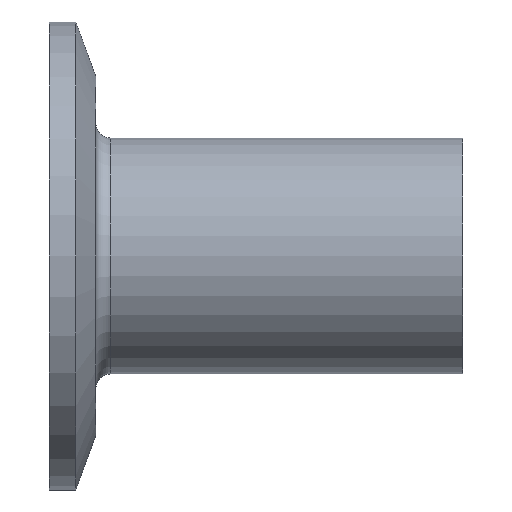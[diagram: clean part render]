
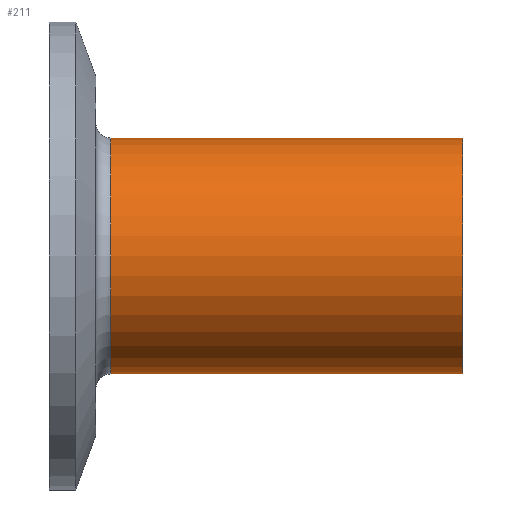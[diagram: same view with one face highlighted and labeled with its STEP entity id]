
A CAD part, left-side view. The second image highlights one B-rep face of the part: STEP entity #211.
In plain terms, the highlighted cylindrical face has radius 12.7 mm (diameter 25.4 mm), a partial arc.
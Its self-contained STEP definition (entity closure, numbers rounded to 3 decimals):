
#13 = CARTESIAN_POINT ( 'NONE',  ( 0., -39.5, -12.7 ) ) ;
#25 = DIRECTION ( 'NONE',  ( 0., 0., 1. ) ) ;
#29 = FACE_OUTER_BOUND ( 'NONE', #238, .T. ) ;
#44 = DIRECTION ( 'NONE',  ( 0., 1., 0. ) ) ;
#66 = EDGE_CURVE ( 'NONE', #674, #202, #203, .T. ) ;
#78 = ORIENTED_EDGE ( 'NONE', *, *, #109, .T. ) ;
#90 = VECTOR ( 'NONE', #470, 1000. ) ;
#93 = CARTESIAN_POINT ( 'NONE',  ( 0., -39.5, -12.7 ) ) ;
#96 = DIRECTION ( 'NONE',  ( 0., 0., 1. ) ) ;
#109 = EDGE_CURVE ( 'NONE', #305, #685, #717, .T. ) ;
#127 = CYLINDRICAL_SURFACE ( 'NONE', #535, 12.7 ) ;
#147 = ORIENTED_EDGE ( 'NONE', *, *, #66, .T. ) ;
#162 = EDGE_CURVE ( 'NONE', #305, #202, #237, .T. ) ;
#202 = VERTEX_POINT ( 'NONE', #479 ) ;
#203 = CIRCLE ( 'NONE', #312, 12.7 ) ;
#211 = ADVANCED_FACE ( 'NONE', ( #29 ), #127, .T. ) ;
#229 = EDGE_CURVE ( 'NONE', #685, #674, #283, .T. ) ;
#237 = LINE ( 'NONE', #93, #90 ) ;
#238 = EDGE_LOOP ( 'NONE', ( #665, #78, #634, #147 ) ) ;
#276 = DIRECTION ( 'NONE',  ( 0., 0., 1. ) ) ;
#283 = LINE ( 'NONE', #488, #308 ) ;
#305 = VERTEX_POINT ( 'NONE', #13 ) ;
#308 = VECTOR ( 'NONE', #557, 1000. ) ;
#312 = AXIS2_PLACEMENT_3D ( 'NONE', #354, #584, #25 ) ;
#354 = CARTESIAN_POINT ( 'NONE',  ( 0., -1.6, 0. ) ) ;
#377 = DIRECTION ( 'NONE',  ( 0., 1., 0. ) ) ;
#381 = AXIS2_PLACEMENT_3D ( 'NONE', #427, #44, #96 ) ;
#407 = CARTESIAN_POINT ( 'NONE',  ( 0., -39.5, 12.7 ) ) ;
#427 = CARTESIAN_POINT ( 'NONE',  ( 0., -39.5, 0. ) ) ;
#470 = DIRECTION ( 'NONE',  ( 0., 1., 0. ) ) ;
#479 = CARTESIAN_POINT ( 'NONE',  ( 0., -1.6, -12.7 ) ) ;
#488 = CARTESIAN_POINT ( 'NONE',  ( 0., -39.5, 12.7 ) ) ;
#535 = AXIS2_PLACEMENT_3D ( 'NONE', #551, #377, #276 ) ;
#551 = CARTESIAN_POINT ( 'NONE',  ( 0., -39.5, 0. ) ) ;
#557 = DIRECTION ( 'NONE',  ( 0., 1., 0. ) ) ;
#584 = DIRECTION ( 'NONE',  ( 0., -1., 0. ) ) ;
#634 = ORIENTED_EDGE ( 'NONE', *, *, #229, .T. ) ;
#665 = ORIENTED_EDGE ( 'NONE', *, *, #162, .F. ) ;
#674 = VERTEX_POINT ( 'NONE', #701 ) ;
#685 = VERTEX_POINT ( 'NONE', #407 ) ;
#701 = CARTESIAN_POINT ( 'NONE',  ( 0., -1.6, 12.7 ) ) ;
#717 = CIRCLE ( 'NONE', #381, 12.7 ) ;
